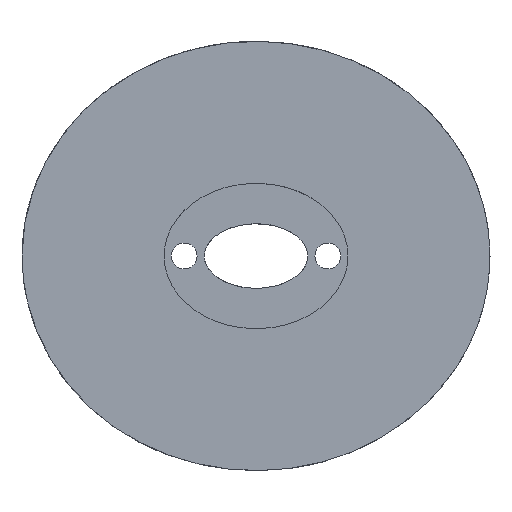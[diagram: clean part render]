
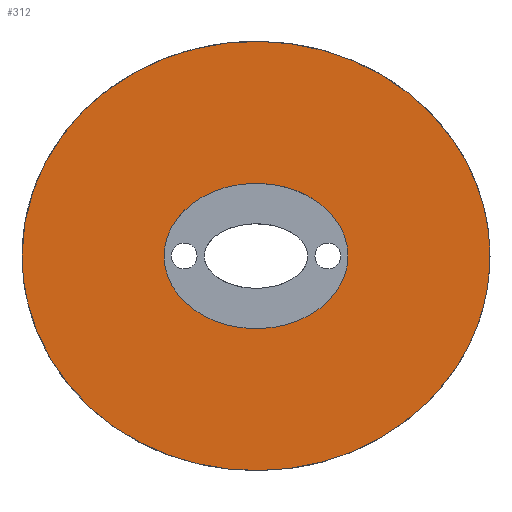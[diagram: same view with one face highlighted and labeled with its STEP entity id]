
A CAD part, top view. The second image highlights one B-rep face of the part: STEP entity #312.
In plain terms, the highlighted planar face has unit normal (0, 0, 1).
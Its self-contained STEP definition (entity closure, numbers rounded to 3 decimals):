
#29=FACE_BOUND('',#79,.T.);
#31=ELLIPSE('',#343,7.125,5.625);
#54=FACE_OUTER_BOUND('',#78,.T.);
#78=EDGE_LOOP('',(#282));
#79=EDGE_LOOP('',(#283));
#90=B_SPLINE_CURVE_WITH_KNOTS('',3,(#690,#691,#692,#693,#694,#695,#696,
#697,#698,#699,#700,#701,#702,#703,#704,#705,#706),.UNSPECIFIED.,.T.,.F.,
(4,1,1,1,1,1,1,1,1,1,1,1,1,1,4),(-3.142,-2.693,-2.244,
-1.646,-1.346,-0.748,-0.449,
-0.15,0.15,0.449,1.047,
1.346,2.244,2.693,3.142),
 .UNSPECIFIED.);
#157=VERTEX_POINT('',#590);
#160=VERTEX_POINT('',#685);
#195=EDGE_CURVE('',#157,#157,#31,.T.);
#201=EDGE_CURVE('',#160,#160,#90,.F.);
#282=ORIENTED_EDGE('',*,*,#201,.T.);
#283=ORIENTED_EDGE('',*,*,#195,.T.);
#294=PLANE('',#347);
#312=ADVANCED_FACE('',(#54,#29),#294,.T.);
#343=AXIS2_PLACEMENT_3D('',#591,#402,#403);
#347=AXIS2_PLACEMENT_3D('',#707,#412,#413);
#402=DIRECTION('center_axis',(0.,0.,-1.));
#403=DIRECTION('ref_axis',(-1.,0.,0.));
#412=DIRECTION('center_axis',(0.,0.,1.));
#413=DIRECTION('ref_axis',(1.,0.,0.));
#590=CARTESIAN_POINT('',(7.125,0.,4.5));
#591=CARTESIAN_POINT('Origin',(0.,0.,4.5));
#685=CARTESIAN_POINT('',(-18.125,0.,4.5));
#690=CARTESIAN_POINT('Ctrl Pts',(-18.125,0.,4.5));
#691=CARTESIAN_POINT('Ctrl Pts',(-18.125,2.614,4.5));
#692=CARTESIAN_POINT('Ctrl Pts',(-16.742,7.824,4.5));
#693=CARTESIAN_POINT('Ctrl Pts',(-10.711,14.352,4.5));
#694=CARTESIAN_POINT('Ctrl Pts',(-3.058,16.925,4.5));
#695=CARTESIAN_POINT('Ctrl Pts',(5.663,16.359,4.5));
#696=CARTESIAN_POINT('Ctrl Pts',(12.102,13.166,4.5));
#697=CARTESIAN_POINT('Ctrl Pts',(16.429,7.64,4.5));
#698=CARTESIAN_POINT('Ctrl Pts',(18.197,2.653,4.5));
#699=CARTESIAN_POINT('Ctrl Pts',(18.199,-2.65,4.5));
#700=CARTESIAN_POINT('Ctrl Pts',(15.838,-9.323,4.5));
#701=CARTESIAN_POINT('Ctrl Pts',(10.532,-14.208,4.5));
#702=CARTESIAN_POINT('Ctrl Pts',(0.617,-17.609,4.5));
#703=CARTESIAN_POINT('Ctrl Pts',(-9.5,-15.678,4.5));
#704=CARTESIAN_POINT('Ctrl Pts',(-16.743,-7.816,4.5));
#705=CARTESIAN_POINT('Ctrl Pts',(-18.125,-2.614,4.5));
#706=CARTESIAN_POINT('Ctrl Pts',(-18.125,0.,4.5));
#707=CARTESIAN_POINT('Origin',(0.,0.,4.5));
